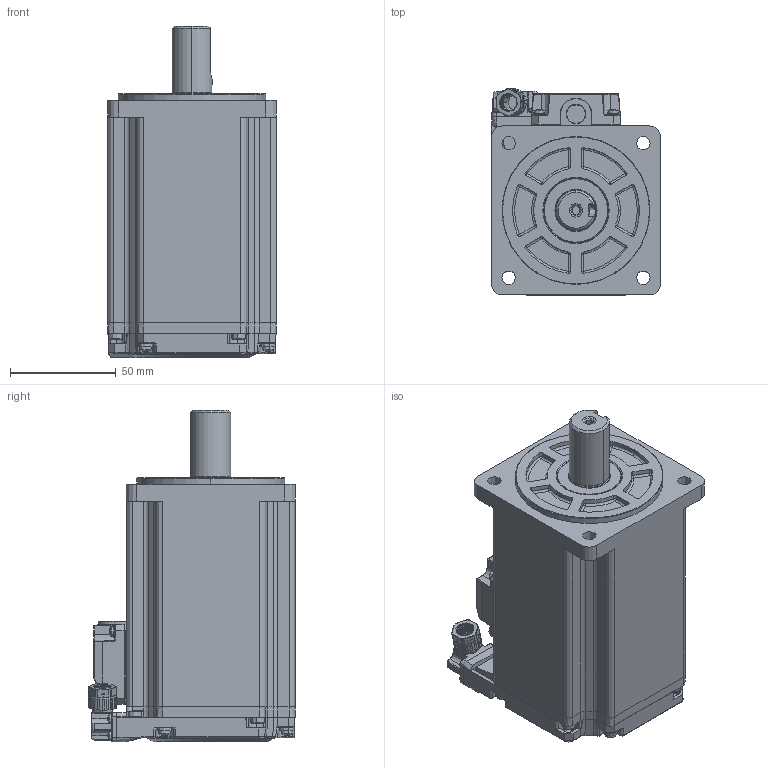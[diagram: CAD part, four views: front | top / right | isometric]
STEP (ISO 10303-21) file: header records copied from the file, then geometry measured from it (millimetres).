
FILE_DESCRIPTION (( 'STEP AP203' ), '1' );
FILE_NAME ('MF5H-80CM30B2-512.STEP', '2024-01-31T07:52:47', ( '' ), ( '' ), 'SwSTEP 2.0', 'SolidWorks 2022', '' );
FILE_SCHEMA (( 'CONFIG_CONTROL_DESIGN' ));
Length unit declared in the file: millimetre
Products named in the file (1): MF5H-80CM30B2-512
Bounding box: 80 x 97.85 x 156.9 mm (x, y, z)
Surface area: 65551 mm2 (no closed solid volume)
Topology: 0 solids, 33 shells, 1062 faces, 3555 edges, 2396 vertices
Faces by surface type: cylinder 389, plane 380, bspline 118, cone 86, sphere 56, torus 33
Entity records: 48729 total; most frequent: CARTESIAN_POINT 19930, ORIENTED_EDGE 5844, DIRECTION 5675, EDGE_CURVE 3518, VERTEX_POINT 2384, AXIS2_PLACEMENT_3D 2175, VECTOR 1325, LINE 1325
